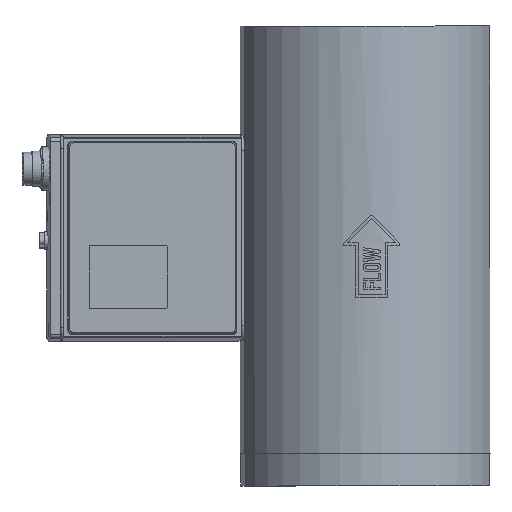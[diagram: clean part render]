
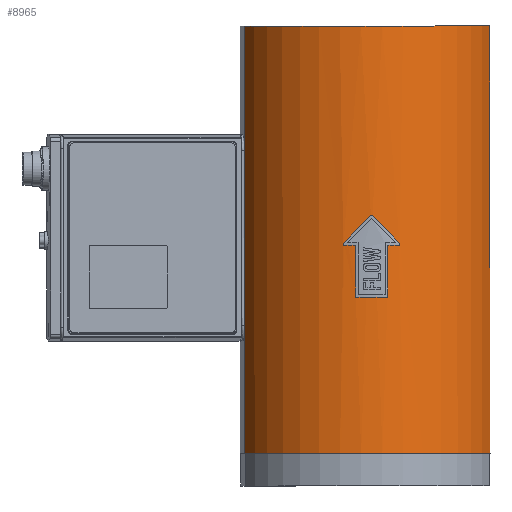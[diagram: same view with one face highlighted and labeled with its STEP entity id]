
A CAD part, left-side view. The second image highlights one B-rep face of the part: STEP entity #8965.
In plain terms, the highlighted cylindrical face has radius 59.75 mm (diameter 119.5 mm), a partial arc.
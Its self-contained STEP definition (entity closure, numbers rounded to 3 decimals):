
#182=B_SPLINE_CURVE_WITH_KNOTS('',3,(#16185,#16186,#16187,#16188,#16189,
#16190,#16191),.UNSPECIFIED.,.F.,.F.,(4,1,1,1,4),(-2.356,-1.683,
-1.346,-0.673,0.),
 .UNSPECIFIED.);
#184=B_SPLINE_CURVE_WITH_KNOTS('',3,(#16216,#16217,#16218,#16219),
 .UNSPECIFIED.,.F.,.F.,(4,4),(-0.21,0.),.UNSPECIFIED.);
#186=B_SPLINE_CURVE_WITH_KNOTS('',3,(#16248,#16249,#16250,#16251,#16252),
 .UNSPECIFIED.,.F.,.F.,(4,1,4),(-1.571,-0.785,0.),
 .UNSPECIFIED.);
#188=B_SPLINE_CURVE_WITH_KNOTS('',3,(#16276,#16277,#16278,#16279),
 .UNSPECIFIED.,.F.,.F.,(4,4),(-0.21,0.),.UNSPECIFIED.);
#190=B_SPLINE_CURVE_WITH_KNOTS('',3,(#16318,#16319,#16320,#16321,#16322,
#16323,#16324),.UNSPECIFIED.,.F.,.F.,(4,1,1,1,4),(-2.356,-1.683,
-1.01,-0.673,0.),
 .UNSPECIFIED.);
#347=FACE_BOUND('',#1775,.T.);
#1171=FACE_OUTER_BOUND('',#1774,.T.);
#1774=EDGE_LOOP('',(#7779,#7780,#7781,#7782));
#1775=EDGE_LOOP('',(#7783,#7784,#7785,#7786,#7787,#7788,#7789,#7790,#7791,
#7792));
#2157=CIRCLE('',#9777,59.75);
#2207=CIRCLE('',#9867,59.75);
#2209=CIRCLE('',#9871,59.75);
#2211=CIRCLE('',#9875,59.75);
#2220=CIRCLE('',#9913,59.75);
#2662=LINE('',#15505,#3245);
#2748=LINE('',#16336,#3331);
#2752=LINE('',#16348,#3335);
#2801=LINE('',#16670,#3384);
#3245=VECTOR('',#11929,10.);
#3331=VECTOR('',#12183,10.);
#3335=VECTOR('',#12195,10.);
#3384=VECTOR('',#12322,10.);
#4013=VERTEX_POINT('',#15451);
#4014=VERTEX_POINT('',#15453);
#4026=VERTEX_POINT('',#15504);
#4140=VERTEX_POINT('',#16182);
#4141=VERTEX_POINT('',#16184);
#4143=VERTEX_POINT('',#16214);
#4145=VERTEX_POINT('',#16246);
#4147=VERTEX_POINT('',#16274);
#4149=VERTEX_POINT('',#16316);
#4151=VERTEX_POINT('',#16328);
#4153=VERTEX_POINT('',#16334);
#4155=VERTEX_POINT('',#16340);
#4157=VERTEX_POINT('',#16346);
#4191=VERTEX_POINT('',#16669);
#5135=EDGE_CURVE('',#4013,#4014,#2157,.T.);
#5149=EDGE_CURVE('',#4013,#4026,#2662,.T.);
#5304=EDGE_CURVE('',#4141,#4140,#182,.T.);
#5308=EDGE_CURVE('',#4140,#4143,#184,.T.);
#5311=EDGE_CURVE('',#4143,#4145,#186,.T.);
#5314=EDGE_CURVE('',#4145,#4147,#188,.T.);
#5317=EDGE_CURVE('',#4147,#4149,#190,.T.);
#5320=EDGE_CURVE('',#4149,#4151,#2207,.T.);
#5323=EDGE_CURVE('',#4151,#4153,#2748,.T.);
#5326=EDGE_CURVE('',#4153,#4155,#2209,.T.);
#5329=EDGE_CURVE('',#4155,#4157,#2752,.T.);
#5331=EDGE_CURVE('',#4157,#4141,#2211,.T.);
#5398=EDGE_CURVE('',#4191,#4014,#2801,.T.);
#5400=EDGE_CURVE('',#4026,#4191,#2220,.T.);
#7779=ORIENTED_EDGE('',*,*,#5398,.T.);
#7780=ORIENTED_EDGE('',*,*,#5135,.F.);
#7781=ORIENTED_EDGE('',*,*,#5149,.T.);
#7782=ORIENTED_EDGE('',*,*,#5400,.T.);
#7783=ORIENTED_EDGE('',*,*,#5331,.T.);
#7784=ORIENTED_EDGE('',*,*,#5304,.T.);
#7785=ORIENTED_EDGE('',*,*,#5308,.T.);
#7786=ORIENTED_EDGE('',*,*,#5311,.T.);
#7787=ORIENTED_EDGE('',*,*,#5314,.T.);
#7788=ORIENTED_EDGE('',*,*,#5317,.T.);
#7789=ORIENTED_EDGE('',*,*,#5320,.T.);
#7790=ORIENTED_EDGE('',*,*,#5323,.T.);
#7791=ORIENTED_EDGE('',*,*,#5326,.T.);
#7792=ORIENTED_EDGE('',*,*,#5329,.T.);
#7984=CYLINDRICAL_SURFACE('',#9912,59.75);
#8965=ADVANCED_FACE('',(#1171,#347),#7984,.T.);
#9777=AXIS2_PLACEMENT_3D('',#15454,#11910,#11911);
#9867=AXIS2_PLACEMENT_3D('',#16330,#12177,#12178);
#9871=AXIS2_PLACEMENT_3D('',#16342,#12189,#12190);
#9875=AXIS2_PLACEMENT_3D('',#16351,#12200,#12201);
#9912=AXIS2_PLACEMENT_3D('',#16672,#12324,#12325);
#9913=AXIS2_PLACEMENT_3D('',#16673,#12326,#12327);
#11910=DIRECTION('center_axis',(0.,0.,
1.));
#11911=DIRECTION('ref_axis',(0.999,0.051,0.));
#11929=DIRECTION('',(0.,0.,-1.));
#12177=DIRECTION('center_axis',(0.,0.,
-1.));
#12178=DIRECTION('ref_axis',(-0.051,0.999,0.));
#12183=DIRECTION('',(0.,0.,-1.));
#12189=DIRECTION('center_axis',(0.,0.,
-1.));
#12190=DIRECTION('ref_axis',(-0.051,0.999,0.));
#12195=DIRECTION('',(0.,0.,1.));
#12200=DIRECTION('center_axis',(0.,0.,
-1.));
#12201=DIRECTION('ref_axis',(-0.051,0.999,0.));
#12322=DIRECTION('',(0.,0.,1.));
#12324=DIRECTION('center_axis',(0.,0.,
1.));
#12325=DIRECTION('ref_axis',(-0.051,0.999,0.));
#12326=DIRECTION('center_axis',(0.,0.,
1.));
#12327=DIRECTION('ref_axis',(0.999,0.051,0.));
#15451=CARTESIAN_POINT('',(11.051,9.757,49.563));
#15453=CARTESIAN_POINT('',(16.816,-102.596,49.617));
#15454=CARTESIAN_POINT('Origin',(34.057,-45.387,49.589));
#15504=CARTESIAN_POINT('',(11.043,9.662,-146.137));
#15505=CARTESIAN_POINT('',(11.047,9.709,-48.287));
#16182=CARTESIAN_POINT('',(-24.88,-35.586,-49.858));
#16184=CARTESIAN_POINT('',(-24.944,-35.979,-50.818));
#16185=CARTESIAN_POINT('Ctrl Pts',(-24.944,-35.979,
-50.818));
#16186=CARTESIAN_POINT('Ctrl Pts',(-24.924,-35.855,
-50.818));
#16187=CARTESIAN_POINT('Ctrl Pts',(-24.894,-35.669,
-50.752));
#16188=CARTESIAN_POINT('Ctrl Pts',(-24.858,-35.458,
-50.513));
#16189=CARTESIAN_POINT('Ctrl Pts',(-24.846,-35.384,-50.188));
#16190=CARTESIAN_POINT('Ctrl Pts',(-24.865,-35.498,
-49.948));
#16191=CARTESIAN_POINT('Ctrl Pts',(-24.88,-35.586,
-49.858));
#16214=CARTESIAN_POINT('',(-25.637,-48.097,-37.29));
#16216=CARTESIAN_POINT('Ctrl Pts',(-24.88,-35.586,
-49.858));
#16217=CARTESIAN_POINT('Ctrl Pts',(-25.57,-39.715,-45.669));
#16218=CARTESIAN_POINT('Ctrl Pts',(-25.824,-43.916,
-41.479));
#16219=CARTESIAN_POINT('Ctrl Pts',(-25.637,-48.097,
-37.29));
#16246=CARTESIAN_POINT('',(-25.596,-48.892,-37.289));
#16248=CARTESIAN_POINT('Ctrl Pts',(-25.637,-48.097,
-37.29));
#16249=CARTESIAN_POINT('Ctrl Pts',(-25.633,-48.201,
-37.185));
#16250=CARTESIAN_POINT('Ctrl Pts',(-25.619,-48.494,
-37.064));
#16251=CARTESIAN_POINT('Ctrl Pts',(-25.602,-48.788,-37.185));
#16252=CARTESIAN_POINT('Ctrl Pts',(-25.596,-48.892,
-37.289));
#16274=CARTESIAN_POINT('',(-23.561,-61.27,-49.846));
#16276=CARTESIAN_POINT('Ctrl Pts',(-25.596,-48.892,
-37.289));
#16277=CARTESIAN_POINT('Ctrl Pts',(-25.354,-53.074,
-41.475));
#16278=CARTESIAN_POINT('Ctrl Pts',(-24.67,-57.231,
-45.66));
#16279=CARTESIAN_POINT('Ctrl Pts',(-23.561,-61.27,-49.846));
#16316=CARTESIAN_POINT('',(-23.665,-60.887,-50.806));
#16318=CARTESIAN_POINT('Ctrl Pts',(-23.561,-61.27,-49.846));
#16319=CARTESIAN_POINT('Ctrl Pts',(-23.537,-61.356,
-49.935));
#16320=CARTESIAN_POINT('Ctrl Pts',(-23.506,-61.468,
-50.176));
#16321=CARTESIAN_POINT('Ctrl Pts',(-23.526,-61.397,-50.501));
#16322=CARTESIAN_POINT('Ctrl Pts',(-23.583,-61.19,
-50.74));
#16323=CARTESIAN_POINT('Ctrl Pts',(-23.632,-61.009,
-50.806));
#16324=CARTESIAN_POINT('Ctrl Pts',(-23.665,-60.887,
-50.806));
#16328=CARTESIAN_POINT('',(-24.799,-55.755,-50.809));
#16330=CARTESIAN_POINT('Origin',(34.053,-45.436,-50.816));
#16334=CARTESIAN_POINT('',(-24.8,-55.767,-74.621));
#16336=CARTESIAN_POINT('',(-24.799,-55.754,-48.254));
#16340=CARTESIAN_POINT('',(-25.548,-41.212,-74.628));
#16342=CARTESIAN_POINT('Origin',(34.052,-45.447,-74.629));
#16346=CARTESIAN_POINT('',(-25.547,-41.201,-50.816));
#16348=CARTESIAN_POINT('',(-25.547,-41.199,-48.261));
#16351=CARTESIAN_POINT('Origin',(34.053,-45.436,-50.816));
#16669=CARTESIAN_POINT('',(16.808,-102.69,-146.083));
#16670=CARTESIAN_POINT('',(16.812,-102.643,-48.233));
#16672=CARTESIAN_POINT('Origin',(34.053,-45.434,-48.261));
#16673=CARTESIAN_POINT('Origin',(34.049,-45.482,-146.111));
